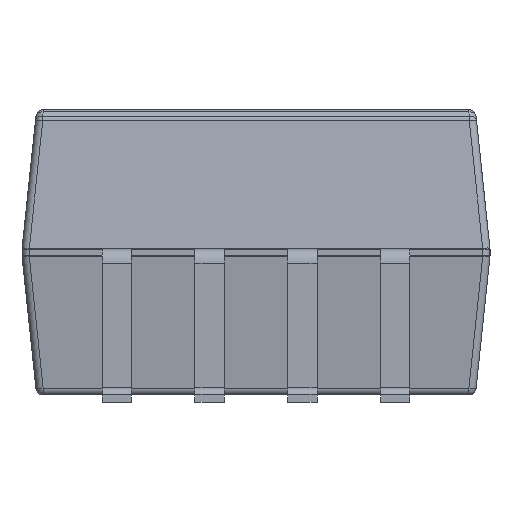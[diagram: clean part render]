
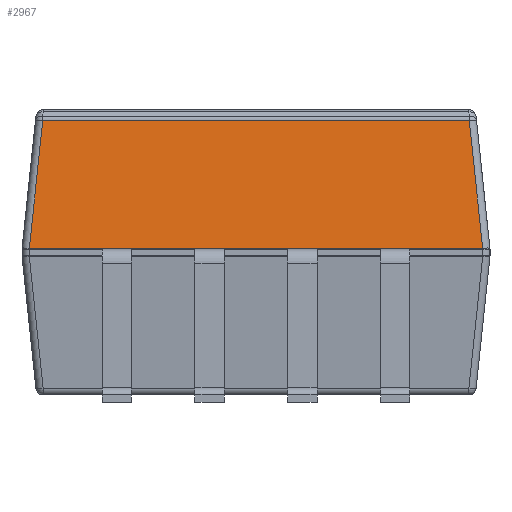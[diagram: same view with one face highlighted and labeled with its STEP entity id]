
A CAD part, left-side view. The second image highlights one B-rep face of the part: STEP entity #2967.
In plain terms, the highlighted planar face has unit normal (-0.995, 0, 0.104).
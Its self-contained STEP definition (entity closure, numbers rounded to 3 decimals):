
#1167 = CYLINDRICAL_SURFACE('',#1168,0.1);
#1168 = AXIS2_PLACEMENT_3D('',#1169,#1170,#1171);
#1169 = CARTESIAN_POINT('',(0.1,0.,2.095));
#1170 = DIRECTION('',(0.,1.,-0.));
#1171 = DIRECTION('',(-1.,0.,0.));
#2137 = VERTEX_POINT('',#2138);
#2138 = CARTESIAN_POINT('',(0.001,0.1,2.105));
#2179 = EDGE_CURVE('',#2137,#2180,#2182,.T.);
#2180 = VERTEX_POINT('',#2181);
#2181 = CARTESIAN_POINT('',(0.001,6.3,2.105));
#2182 = SURFACE_CURVE('',#2183,(#2187,#2194),.PCURVE_S1.);
#2183 = LINE('',#2184,#2185);
#2184 = CARTESIAN_POINT('',(0.001,0.,2.105));
#2185 = VECTOR('',#2186,1.);
#2186 = DIRECTION('',(0.,1.,-0.));
#2187 = PCURVE('',#1167,#2188);
#2188 = DEFINITIONAL_REPRESENTATION('',(#2189),#2193);
#2189 = LINE('',#2190,#2191);
#2190 = CARTESIAN_POINT('',(0.105,0.));
#2191 = VECTOR('',#2192,1.);
#2192 = DIRECTION('',(0.,1.));
#2193 = ( GEOMETRIC_REPRESENTATION_CONTEXT(2) 
PARAMETRIC_REPRESENTATION_CONTEXT() REPRESENTATION_CONTEXT('2D SPACE',''
  ) );
#2194 = PCURVE('',#2195,#2200);
#2195 = PLANE('',#2196);
#2196 = AXIS2_PLACEMENT_3D('',#2197,#2198,#2199);
#2197 = CARTESIAN_POINT('',(0.,0.,2.1));
#2198 = DIRECTION('',(-0.995,0.,0.105));
#2199 = DIRECTION('',(0.,1.,0.));
#2200 = DEFINITIONAL_REPRESENTATION('',(#2201),#2205);
#2201 = LINE('',#2202,#2203);
#2202 = CARTESIAN_POINT('',(0.,-0.005));
#2203 = VECTOR('',#2204,1.);
#2204 = DIRECTION('',(1.,0.));
#2205 = ( GEOMETRIC_REPRESENTATION_CONTEXT(2) 
PARAMETRIC_REPRESENTATION_CONTEXT() REPRESENTATION_CONTEXT('2D SPACE',''
  ) );
#2638 = CYLINDRICAL_SURFACE('',#2639,0.1);
#2639 = AXIS2_PLACEMENT_3D('',#2640,#2641,#2642);
#2640 = CARTESIAN_POINT('',(0.098,6.302,
    2.079));
#2641 = DIRECTION('',(0.104,-0.104,0.989));
#2642 = DIRECTION('',(-0.995,0.,0.105)
  );
#2956 = CYLINDRICAL_SURFACE('',#2957,0.1);
#2957 = AXIS2_PLACEMENT_3D('',#2958,#2959,#2960);
#2958 = CARTESIAN_POINT('',(0.098,0.098,
    2.079));
#2959 = DIRECTION('',(0.104,0.104,0.989));
#2960 = DIRECTION('',(-0.995,0.,0.105
    ));
#2967 = ADVANCED_FACE('',(#2968),#2195,.T.);
#2968 = FACE_BOUND('',#2969,.T.);
#2969 = EDGE_LOOP('',(#2970,#2971,#2994,#3022));
#2970 = ORIENTED_EDGE('',*,*,#2179,.F.);
#2971 = ORIENTED_EDGE('',*,*,#2972,.T.);
#2972 = EDGE_CURVE('',#2137,#2973,#2975,.T.);
#2973 = VERTEX_POINT('',#2974);
#2974 = CARTESIAN_POINT('',(0.184,0.284,3.853
    ));
#2975 = SURFACE_CURVE('',#2976,(#2980,#2987),.PCURVE_S1.);
#2976 = LINE('',#2977,#2978);
#2977 = CARTESIAN_POINT('',(-0.001,0.098,
    2.09));
#2978 = VECTOR('',#2979,1.);
#2979 = DIRECTION('',(0.104,0.104,0.989));
#2980 = PCURVE('',#2195,#2981);
#2981 = DEFINITIONAL_REPRESENTATION('',(#2982),#2986);
#2982 = LINE('',#2983,#2984);
#2983 = CARTESIAN_POINT('',(0.098,0.01));
#2984 = VECTOR('',#2985,1.);
#2985 = DIRECTION('',(0.104,-0.995));
#2986 = ( GEOMETRIC_REPRESENTATION_CONTEXT(2) 
PARAMETRIC_REPRESENTATION_CONTEXT() REPRESENTATION_CONTEXT('2D SPACE',''
  ) );
#2987 = PCURVE('',#2956,#2988);
#2988 = DEFINITIONAL_REPRESENTATION('',(#2989),#2993);
#2989 = LINE('',#2990,#2991);
#2990 = CARTESIAN_POINT('',(0.,0.));
#2991 = VECTOR('',#2992,1.);
#2992 = DIRECTION('',(0.,1.));
#2993 = ( GEOMETRIC_REPRESENTATION_CONTEXT(2) 
PARAMETRIC_REPRESENTATION_CONTEXT() REPRESENTATION_CONTEXT('2D SPACE',''
  ) );
#2994 = ORIENTED_EDGE('',*,*,#2995,.T.);
#2995 = EDGE_CURVE('',#2973,#2996,#2998,.T.);
#2996 = VERTEX_POINT('',#2997);
#2997 = CARTESIAN_POINT('',(0.184,6.116,3.853
    ));
#2998 = SURFACE_CURVE('',#2999,(#3003,#3010),.PCURVE_S1.);
#2999 = LINE('',#3000,#3001);
#3000 = CARTESIAN_POINT('',(0.184,0.188,3.853
    ));
#3001 = VECTOR('',#3002,1.);
#3002 = DIRECTION('',(0.,1.,0.));
#3003 = PCURVE('',#2195,#3004);
#3004 = DEFINITIONAL_REPRESENTATION('',(#3005),#3009);
#3005 = LINE('',#3006,#3007);
#3006 = CARTESIAN_POINT('',(0.188,-1.762));
#3007 = VECTOR('',#3008,1.);
#3008 = DIRECTION('',(1.,0.));
#3009 = ( GEOMETRIC_REPRESENTATION_CONTEXT(2) 
PARAMETRIC_REPRESENTATION_CONTEXT() REPRESENTATION_CONTEXT('2D SPACE',''
  ) );
#3010 = PCURVE('',#3011,#3016);
#3011 = CYLINDRICAL_SURFACE('',#3012,0.1);
#3012 = AXIS2_PLACEMENT_3D('',#3013,#3014,#3015);
#3013 = CARTESIAN_POINT('',(0.284,0.188,3.842
    ));
#3014 = DIRECTION('',(0.,1.,0.));
#3015 = DIRECTION('',(-0.995,0.,0.105));
#3016 = DEFINITIONAL_REPRESENTATION('',(#3017),#3021);
#3017 = LINE('',#3018,#3019);
#3018 = CARTESIAN_POINT('',(0.,0.));
#3019 = VECTOR('',#3020,1.);
#3020 = DIRECTION('',(0.,1.));
#3021 = ( GEOMETRIC_REPRESENTATION_CONTEXT(2) 
PARAMETRIC_REPRESENTATION_CONTEXT() REPRESENTATION_CONTEXT('2D SPACE',''
  ) );
#3022 = ORIENTED_EDGE('',*,*,#3023,.F.);
#3023 = EDGE_CURVE('',#2180,#2996,#3024,.T.);
#3024 = SURFACE_CURVE('',#3025,(#3029,#3036),.PCURVE_S1.);
#3025 = LINE('',#3026,#3027);
#3026 = CARTESIAN_POINT('',(-0.001,6.302,
    2.09));
#3027 = VECTOR('',#3028,1.);
#3028 = DIRECTION('',(0.104,-0.104,0.989));
#3029 = PCURVE('',#2195,#3030);
#3030 = DEFINITIONAL_REPRESENTATION('',(#3031),#3035);
#3031 = LINE('',#3032,#3033);
#3032 = CARTESIAN_POINT('',(6.302,0.01));
#3033 = VECTOR('',#3034,1.);
#3034 = DIRECTION('',(-0.104,-0.995));
#3035 = ( GEOMETRIC_REPRESENTATION_CONTEXT(2) 
PARAMETRIC_REPRESENTATION_CONTEXT() REPRESENTATION_CONTEXT('2D SPACE',''
  ) );
#3036 = PCURVE('',#2638,#3037);
#3037 = DEFINITIONAL_REPRESENTATION('',(#3038),#3042);
#3038 = LINE('',#3039,#3040);
#3039 = CARTESIAN_POINT('',(-0.,0.));
#3040 = VECTOR('',#3041,1.);
#3041 = DIRECTION('',(-0.,1.));
#3042 = ( GEOMETRIC_REPRESENTATION_CONTEXT(2) 
PARAMETRIC_REPRESENTATION_CONTEXT() REPRESENTATION_CONTEXT('2D SPACE',''
  ) );
